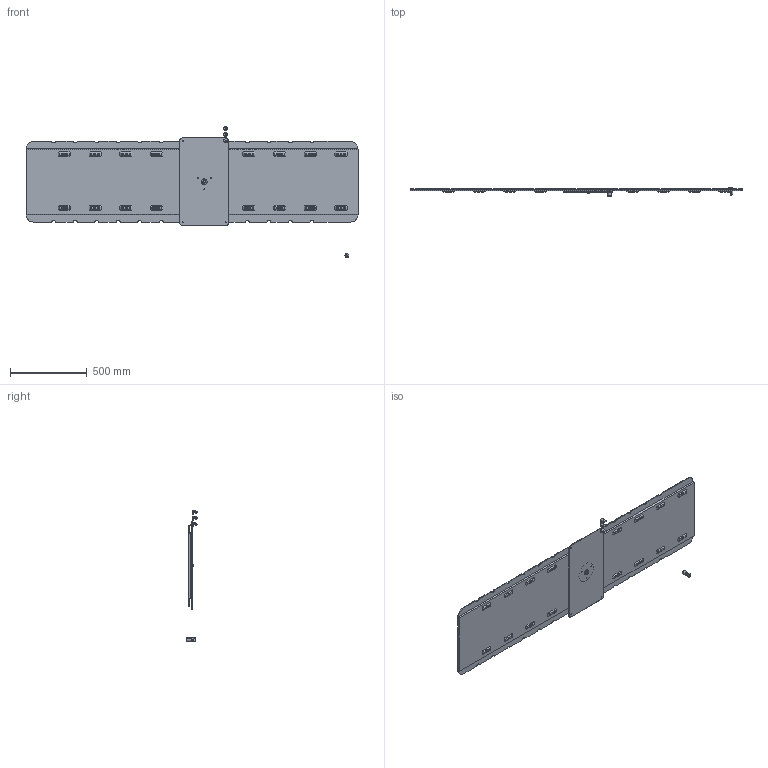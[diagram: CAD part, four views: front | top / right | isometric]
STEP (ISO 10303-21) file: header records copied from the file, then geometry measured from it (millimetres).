
FILE_DESCRIPTION(/* description */ ('','CAx-IF Rec.Pracs.---Representation and Presentation of Product Manufacturing Information (PMI)---4.0---2014-10-13'),/* implementation_level */ '2;1');
FILE_NAME(/* name */ 'Spinning_Manny_2025 v3.step',/* time_stamp */ '2025-02-17T12:29:43-08:00',/* author */ (''),/* organization */ (''),/* preprocessor_version */ 'ST-DEVELOPER v20',/* originating_system */ 'Autodesk Translation Framework v13.20.0.188',/* authorisation */ '');
FILE_SCHEMA (('AP242_MANAGED_MODEL_BASED_3D_ENGINEERING_MIM_LF { 1 0 10303 442 1 1 4 }'));
Products named in the file (6): Spinning_Manny_2025; Overlay Board; Index Plate; McMaster-Car Parts; 3DP plastic Parts; Feet
Assembly tree (5 placements, depth 3):
  Spinning_Manny_2025
    Overlay Board
    Index Plate
    McMaster-Car Parts
    3DP plastic Parts
      Feet
Bounding box: 2160 x 65.5 x 850.6 mm (x, y, z)
Volume: 15741904.8 mm3; surface area: 2871156.5 mm2
Topology: 27 solids, 27 shells, 845 faces, 2414 edges, 1629 vertices
Faces by surface type: cylinder 306, plane 285, bspline 145, cone 98, torus 10, sphere 1
Full cylindrical faces by diameter (mm): 4 x3, 4.064 x6, 4.632 x9, 5.116 x14, 6.35 x31, 11 x16, 11.989 x1, 12.875 x12, 15.875 x14, 18.288 x1, 18.4 x1, 20 x1, 21 x1, 32 x1, 36.513 x1, 37 x1, 135 x1
Entity records: 44736 total; most frequent: CARTESIAN_POINT 23891, ORIENTED_EDGE 4828, DIRECTION 3550, EDGE_CURVE 2414, VERTEX_POINT 1629, AXIS2_PLACEMENT_3D 1239, LINE 1072, VECTOR 1072
